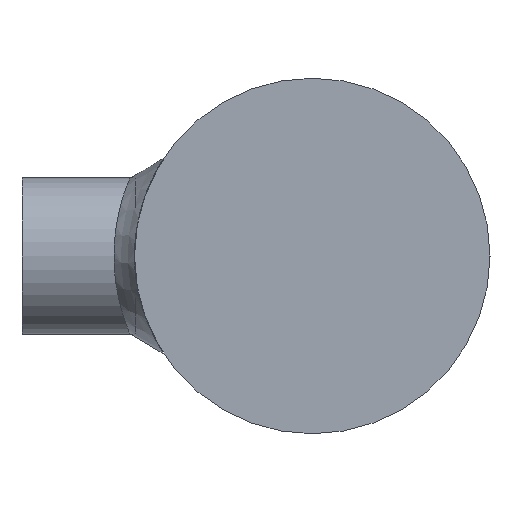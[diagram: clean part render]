
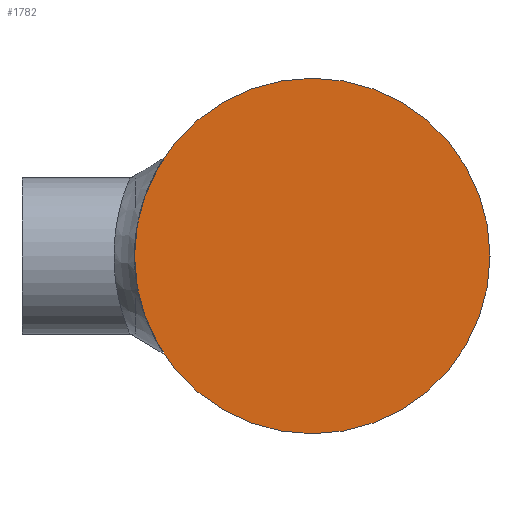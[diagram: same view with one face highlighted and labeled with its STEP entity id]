
A CAD part, left-side view. The second image highlights one B-rep face of the part: STEP entity #1782.
In plain terms, the highlighted planar face has unit normal (-1, 0, 0).
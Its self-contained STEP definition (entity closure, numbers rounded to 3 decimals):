
#131=PLANE('',#2191);
#220=CIRCLE('',#2183,25.);
#561=FACE_OUTER_BOUND('',#698,.T.);
#698=EDGE_LOOP('',(#1521));
#880=VERTEX_POINT('',#4129);
#1098=EDGE_CURVE('',#880,#880,#220,.T.);
#1521=ORIENTED_EDGE('',*,*,#1098,.F.);
#1782=ADVANCED_FACE('',(#561),#131,.F.);
#2183=AXIS2_PLACEMENT_3D('',#4131,#2646,#2647);
#2191=AXIS2_PLACEMENT_3D('',#4144,#2664,#2665);
#2646=DIRECTION('center_axis',(1.,0.,0.));
#2647=DIRECTION('ref_axis',(0.,1.,0.));
#2664=DIRECTION('center_axis',(1.,0.,0.));
#2665=DIRECTION('ref_axis',(0.,0.,-1.));
#4129=CARTESIAN_POINT('',(0.,-25.,0.));
#4131=CARTESIAN_POINT('Origin',(0.,0.,0.));
#4144=CARTESIAN_POINT('Origin',(0.,0.,0.));
